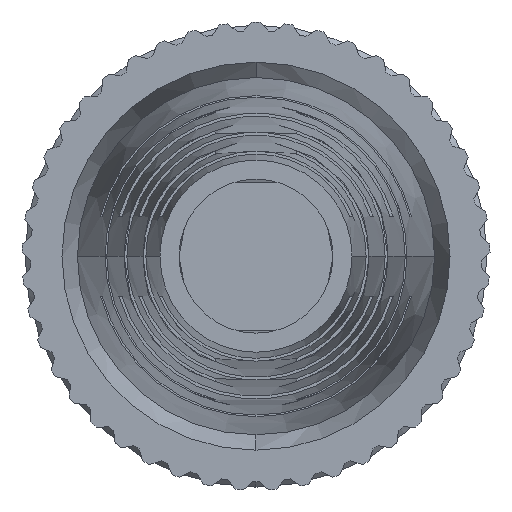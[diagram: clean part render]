
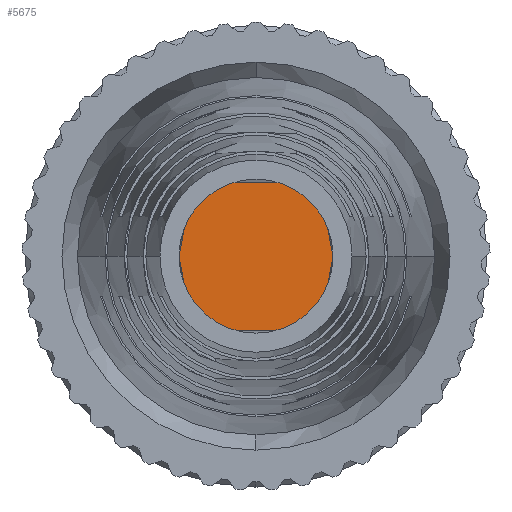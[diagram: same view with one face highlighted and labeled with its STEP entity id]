
A CAD part, front view. The second image highlights one B-rep face of the part: STEP entity #5675.
In plain terms, the highlighted planar face has unit normal (0, -1, 0).
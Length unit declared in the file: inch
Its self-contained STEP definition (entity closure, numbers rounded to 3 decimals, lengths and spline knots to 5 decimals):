
#269 = ORIENTED_EDGE ( 'NONE', *, *, #4068, .F. ) ;
#356 = CARTESIAN_POINT ( 'NONE',  ( 0., -0.27, 0.0725 ) ) ;
#2296 = VERTEX_POINT ( 'NONE', #9165 ) ;
#2632 = DIRECTION ( 'NONE',  ( 0., 1., 0. ) ) ;
#2676 = DIRECTION ( 'NONE',  ( 0., 1., 0. ) ) ;
#3390 = AXIS2_PLACEMENT_3D ( 'NONE', #11972, #2676, #3713 ) ;
#3713 = DIRECTION ( 'NONE',  ( 0., 0., 1. ) ) ;
#3714 = DIRECTION ( 'NONE',  ( 0., 0., 1. ) ) ;
#4013 = DIRECTION ( 'NONE',  ( 0., 0., 1. ) ) ;
#4068 = EDGE_CURVE ( 'NONE', #4976, #2296, #11444, .T. ) ;
#4976 = VERTEX_POINT ( 'NONE', #356 ) ;
#5202 = EDGE_CURVE ( 'NONE', #2296, #4976, #6897, .T. ) ;
#5513 = ORIENTED_EDGE ( 'NONE', *, *, #5202, .F. ) ;
#5675 = ADVANCED_FACE ( 'NONE', ( #9103 ), #13219, .F. ) ;
#5896 = DIRECTION ( 'NONE',  ( 0., 1., 0. ) ) ;
#6057 = AXIS2_PLACEMENT_3D ( 'NONE', #8747, #2632, #3714 ) ;
#6897 = CIRCLE ( 'NONE', #6057, 0.0725 ) ;
#8747 = CARTESIAN_POINT ( 'NONE',  ( 0., -0.27, 0. ) ) ;
#9103 = FACE_OUTER_BOUND ( 'NONE', #10883, .T. ) ;
#9127 = AXIS2_PLACEMENT_3D ( 'NONE', #9997, #5896, #4013 ) ;
#9165 = CARTESIAN_POINT ( 'NONE',  ( 0., -0.27, -0.0725 ) ) ;
#9997 = CARTESIAN_POINT ( 'NONE',  ( 0., -0.27, 0. ) ) ;
#10883 = EDGE_LOOP ( 'NONE', ( #269, #5513 ) ) ;
#11444 = CIRCLE ( 'NONE', #3390, 0.0725 ) ;
#11972 = CARTESIAN_POINT ( 'NONE',  ( 0., -0.27, 0. ) ) ;
#13219 = PLANE ( 'NONE',  #9127 ) ;
